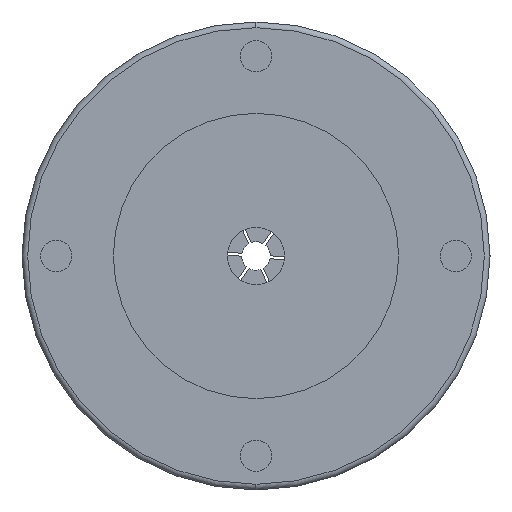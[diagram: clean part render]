
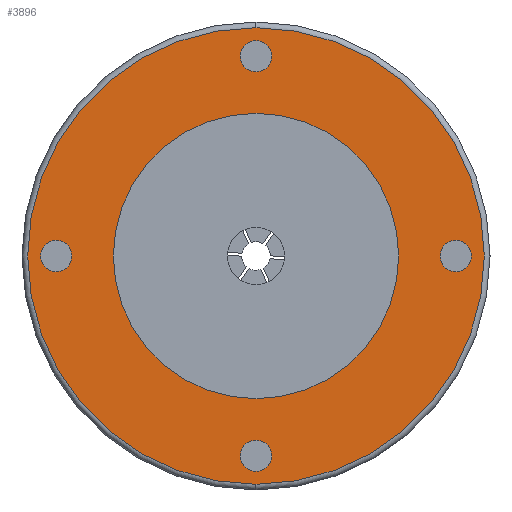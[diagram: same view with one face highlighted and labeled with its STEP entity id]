
A CAD part, left-side view. The second image highlights one B-rep face of the part: STEP entity #3896.
In plain terms, the highlighted planar face has unit normal (-1, 0, 0).
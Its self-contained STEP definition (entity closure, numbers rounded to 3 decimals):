
#48 = VERTEX_POINT ( 'NONE', #5691 ) ;
#94 = CARTESIAN_POINT ( 'NONE',  ( 0., 0., -35. ) ) ;
#144 = DIRECTION ( 'NONE',  ( 1., 0., 0. ) ) ;
#298 = CARTESIAN_POINT ( 'NONE',  ( 0., 0., 0. ) ) ;
#363 = AXIS2_PLACEMENT_3D ( 'NONE', #2926, #144, #8059 ) ;
#457 = EDGE_CURVE ( 'NONE', #1371, #3375, #2803, .T. ) ;
#502 = CARTESIAN_POINT ( 'NONE',  ( 0., 0., 0. ) ) ;
#544 = DIRECTION ( 'NONE',  ( 1., 0., 0. ) ) ;
#603 = DIRECTION ( 'NONE',  ( 0., 1., 0. ) ) ;
#654 = CIRCLE ( 'NONE', #7287, 2.75 ) ;
#698 = CARTESIAN_POINT ( 'NONE',  ( 0., 0., 37.75 ) ) ;
#789 = EDGE_CURVE ( 'NONE', #8360, #48, #654, .T. ) ;
#829 = CIRCLE ( 'NONE', #3532, 2.75 ) ;
#842 = DIRECTION ( 'NONE',  ( 1., 0., 0. ) ) ;
#848 = AXIS2_PLACEMENT_3D ( 'NONE', #6424, #7842, #7132 ) ;
#971 = EDGE_CURVE ( 'NONE', #5208, #7431, #2160, .T. ) ;
#1061 = DIRECTION ( 'NONE',  ( -1., 0., 0. ) ) ;
#1109 = DIRECTION ( 'NONE',  ( 0., 0., 1. ) ) ;
#1146 = CARTESIAN_POINT ( 'NONE',  ( 0., -35., 0. ) ) ;
#1277 = VERTEX_POINT ( 'NONE', #4485 ) ;
#1371 = VERTEX_POINT ( 'NONE', #9069 ) ;
#1543 = VERTEX_POINT ( 'NONE', #1965 ) ;
#1561 = CARTESIAN_POINT ( 'NONE',  ( 0., -35., 0. ) ) ;
#1764 = ORIENTED_EDGE ( 'NONE', *, *, #6340, .T. ) ;
#1849 = ORIENTED_EDGE ( 'NONE', *, *, #789, .T. ) ;
#1863 = EDGE_CURVE ( 'NONE', #7541, #1277, #4450, .T. ) ;
#1928 = EDGE_LOOP ( 'NONE', ( #2780, #4554 ) ) ;
#1932 = EDGE_LOOP ( 'NONE', ( #4581, #1764 ) ) ;
#1965 = CARTESIAN_POINT ( 'NONE',  ( 0., 35., -2.75 ) ) ;
#2003 = DIRECTION ( 'NONE',  ( 0., 0., -1. ) ) ;
#2037 = DIRECTION ( 'NONE',  ( 0., 0., -1. ) ) ;
#2083 = DIRECTION ( 'NONE',  ( 1., 0., 0. ) ) ;
#2160 = CIRCLE ( 'NONE', #4738, 2.75 ) ;
#2195 = DIRECTION ( 'NONE',  ( 0., 0., 1. ) ) ;
#2402 = CARTESIAN_POINT ( 'NONE',  ( 0., 0., -37.75 ) ) ;
#2406 = AXIS2_PLACEMENT_3D ( 'NONE', #298, #1061, #1109 ) ;
#2622 = CARTESIAN_POINT ( 'NONE',  ( 0., 0., 25. ) ) ;
#2626 = AXIS2_PLACEMENT_3D ( 'NONE', #3745, #6652, #2195 ) ;
#2736 = ORIENTED_EDGE ( 'NONE', *, *, #1863, .T. ) ;
#2780 = ORIENTED_EDGE ( 'NONE', *, *, #971, .T. ) ;
#2803 = CIRCLE ( 'NONE', #848, 40. ) ;
#2926 = CARTESIAN_POINT ( 'NONE',  ( 0., 0., 35. ) ) ;
#3151 = CARTESIAN_POINT ( 'NONE',  ( 0., 0., 40. ) ) ;
#3325 = DIRECTION ( 'NONE',  ( -1., 0., 0. ) ) ;
#3328 = FACE_OUTER_BOUND ( 'NONE', #1932, .T. ) ;
#3375 = VERTEX_POINT ( 'NONE', #3151 ) ;
#3532 = AXIS2_PLACEMENT_3D ( 'NONE', #1146, #5387, #4112 ) ;
#3576 = EDGE_LOOP ( 'NONE', ( #1849, #7314 ) ) ;
#3745 = CARTESIAN_POINT ( 'NONE',  ( 0., 0., 0. ) ) ;
#3759 = CARTESIAN_POINT ( 'NONE',  ( 0., 0., 35. ) ) ;
#3773 = ORIENTED_EDGE ( 'NONE', *, *, #5834, .F. ) ;
#3896 = ADVANCED_FACE ( 'NONE', ( #9029, #4000, #7523, #6905, #3949, #3328 ), #8413, .F. ) ;
#3949 = FACE_BOUND ( 'NONE', #1928, .T. ) ;
#4000 = FACE_BOUND ( 'NONE', #7163, .T. ) ;
#4112 = DIRECTION ( 'NONE',  ( 0., 0., -1. ) ) ;
#4158 = AXIS2_PLACEMENT_3D ( 'NONE', #5027, #544, #2003 ) ;
#4166 = CIRCLE ( 'NONE', #6853, 2.75 ) ;
#4239 = DIRECTION ( 'NONE',  ( 1., 0., 0. ) ) ;
#4287 = DIRECTION ( 'NONE',  ( 0., 0., -1. ) ) ;
#4411 = EDGE_CURVE ( 'NONE', #1543, #9070, #6702, .T. ) ;
#4445 = DIRECTION ( 'NONE',  ( 1., 0., 0. ) ) ;
#4450 = CIRCLE ( 'NONE', #363, 2.75 ) ;
#4473 = AXIS2_PLACEMENT_3D ( 'NONE', #3759, #842, #8132 ) ;
#4485 = CARTESIAN_POINT ( 'NONE',  ( 0., 0., 32.25 ) ) ;
#4498 = EDGE_CURVE ( 'NONE', #5374, #5388, #4586, .T. ) ;
#4554 = ORIENTED_EDGE ( 'NONE', *, *, #8071, .T. ) ;
#4581 = ORIENTED_EDGE ( 'NONE', *, *, #457, .T. ) ;
#4586 = CIRCLE ( 'NONE', #2626, 25. ) ;
#4738 = AXIS2_PLACEMENT_3D ( 'NONE', #1561, #4445, #4774 ) ;
#4774 = DIRECTION ( 'NONE',  ( 0., 0., -1. ) ) ;
#4923 = CIRCLE ( 'NONE', #4473, 2.75 ) ;
#4978 = EDGE_LOOP ( 'NONE', ( #3773, #8594 ) ) ;
#4998 = DIRECTION ( 'NONE',  ( 1., 0., 0. ) ) ;
#5027 = CARTESIAN_POINT ( 'NONE',  ( 0., 35., 0. ) ) ;
#5108 = ORIENTED_EDGE ( 'NONE', *, *, #8759, .T. ) ;
#5208 = VERTEX_POINT ( 'NONE', #8172 ) ;
#5374 = VERTEX_POINT ( 'NONE', #6852 ) ;
#5387 = DIRECTION ( 'NONE',  ( 1., 0., 0. ) ) ;
#5388 = VERTEX_POINT ( 'NONE', #2622 ) ;
#5413 = EDGE_CURVE ( 'NONE', #48, #8360, #7362, .T. ) ;
#5691 = CARTESIAN_POINT ( 'NONE',  ( 0., 0., -32.25 ) ) ;
#5834 = EDGE_CURVE ( 'NONE', #5388, #5374, #7971, .T. ) ;
#6087 = AXIS2_PLACEMENT_3D ( 'NONE', #6433, #4239, #603 ) ;
#6193 = CARTESIAN_POINT ( 'NONE',  ( 0., 0., -35. ) ) ;
#6324 = CIRCLE ( 'NONE', #9326, 40. ) ;
#6340 = EDGE_CURVE ( 'NONE', #3375, #1371, #6324, .T. ) ;
#6424 = CARTESIAN_POINT ( 'NONE',  ( 0., 0., 0. ) ) ;
#6433 = CARTESIAN_POINT ( 'NONE',  ( 0., 41., 0. ) ) ;
#6652 = DIRECTION ( 'NONE',  ( -1., 0., 0. ) ) ;
#6702 = CIRCLE ( 'NONE', #4158, 2.75 ) ;
#6755 = EDGE_LOOP ( 'NONE', ( #6882, #5108 ) ) ;
#6852 = CARTESIAN_POINT ( 'NONE',  ( 0., 0., -25. ) ) ;
#6853 = AXIS2_PLACEMENT_3D ( 'NONE', #8554, #4998, #4287 ) ;
#6882 = ORIENTED_EDGE ( 'NONE', *, *, #4411, .T. ) ;
#6905 = FACE_BOUND ( 'NONE', #3576, .T. ) ;
#6910 = CARTESIAN_POINT ( 'NONE',  ( 0., -35., 2.75 ) ) ;
#7132 = DIRECTION ( 'NONE',  ( 0., 0., -1. ) ) ;
#7163 = EDGE_LOOP ( 'NONE', ( #7801, #2736 ) ) ;
#7287 = AXIS2_PLACEMENT_3D ( 'NONE', #94, #2083, #2037 ) ;
#7314 = ORIENTED_EDGE ( 'NONE', *, *, #5413, .T. ) ;
#7362 = CIRCLE ( 'NONE', #9170, 2.75 ) ;
#7431 = VERTEX_POINT ( 'NONE', #6910 ) ;
#7513 = DIRECTION ( 'NONE',  ( 1., 0., 0. ) ) ;
#7523 = FACE_BOUND ( 'NONE', #6755, .T. ) ;
#7541 = VERTEX_POINT ( 'NONE', #698 ) ;
#7801 = ORIENTED_EDGE ( 'NONE', *, *, #8806, .T. ) ;
#7842 = DIRECTION ( 'NONE',  ( -1., 0., 0. ) ) ;
#7971 = CIRCLE ( 'NONE', #2406, 25. ) ;
#8059 = DIRECTION ( 'NONE',  ( 0., 0., -1. ) ) ;
#8071 = EDGE_CURVE ( 'NONE', #7431, #5208, #829, .T. ) ;
#8132 = DIRECTION ( 'NONE',  ( 0., 0., -1. ) ) ;
#8172 = CARTESIAN_POINT ( 'NONE',  ( 0., -35., -2.75 ) ) ;
#8181 = DIRECTION ( 'NONE',  ( 0., 0., -1. ) ) ;
#8360 = VERTEX_POINT ( 'NONE', #2402 ) ;
#8362 = DIRECTION ( 'NONE',  ( 0., 0., -1. ) ) ;
#8406 = CARTESIAN_POINT ( 'NONE',  ( 0., 35., 2.75 ) ) ;
#8413 = PLANE ( 'NONE',  #6087 ) ;
#8554 = CARTESIAN_POINT ( 'NONE',  ( 0., 35., 0. ) ) ;
#8594 = ORIENTED_EDGE ( 'NONE', *, *, #4498, .F. ) ;
#8759 = EDGE_CURVE ( 'NONE', #9070, #1543, #4166, .T. ) ;
#8806 = EDGE_CURVE ( 'NONE', #1277, #7541, #4923, .T. ) ;
#9029 = FACE_BOUND ( 'NONE', #4978, .T. ) ;
#9069 = CARTESIAN_POINT ( 'NONE',  ( 0., 0., -40. ) ) ;
#9070 = VERTEX_POINT ( 'NONE', #8406 ) ;
#9170 = AXIS2_PLACEMENT_3D ( 'NONE', #6193, #7513, #8362 ) ;
#9326 = AXIS2_PLACEMENT_3D ( 'NONE', #502, #3325, #8181 ) ;
